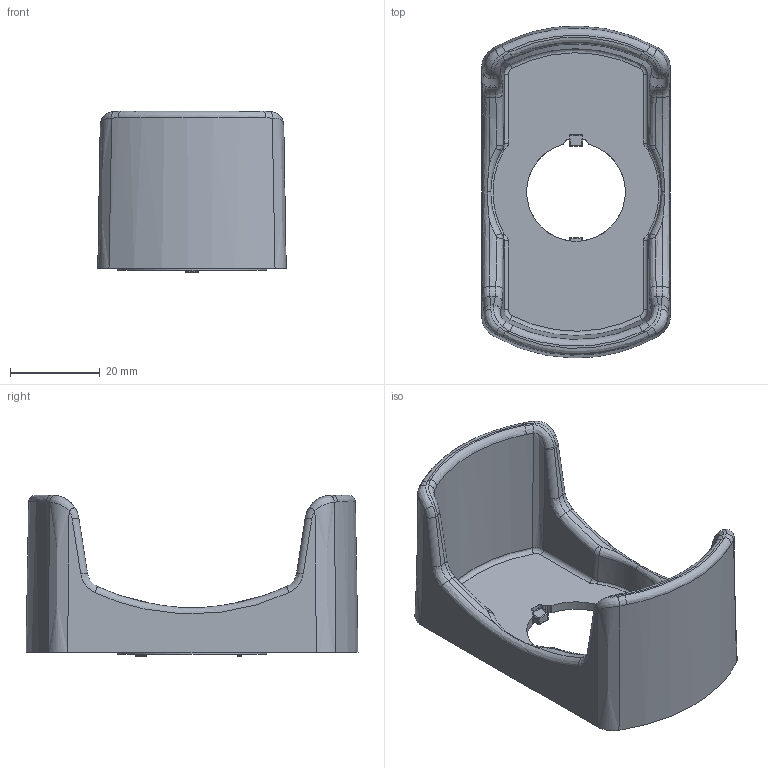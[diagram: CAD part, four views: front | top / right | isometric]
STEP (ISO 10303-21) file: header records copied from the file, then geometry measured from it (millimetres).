
FILE_DESCRIPTION (( 'STEP AP203' ), '1' );
FILE_NAME ('HW9Z-KG3_rev1.0.STEP', '2022-03-18T06:26:21', ( '' ), ( '' ), 'SwSTEP 2.0', 'SolidWorks 2019', '' );
FILE_SCHEMA (( 'CONFIG_CONTROL_DESIGN' ));
Length unit declared in the file: millimetre
Products named in the file (1): HW9Z-KG3_rev1.0
Bounding box: 42 x 73.98 x 36 mm (x, y, z)
Volume: 22266.7 mm3; surface area: 13692.9 mm2
Topology: 1 solids, 1 shells, 185 faces, 447 edges, 260 vertices
Faces by surface type: bspline 97, cylinder 58, plane 30
Full cylindrical faces by diameter (mm): 26.6 x1, 33.4 x1
Entity records: 8158 total; most frequent: CARTESIAN_POINT 4461, ORIENTED_EDGE 878, DIRECTION 598, EDGE_CURVE 439, VERTEX_POINT 260, AXIS2_PLACEMENT_3D 239, EDGE_LOOP 191, FACE_OUTER_BOUND 187
